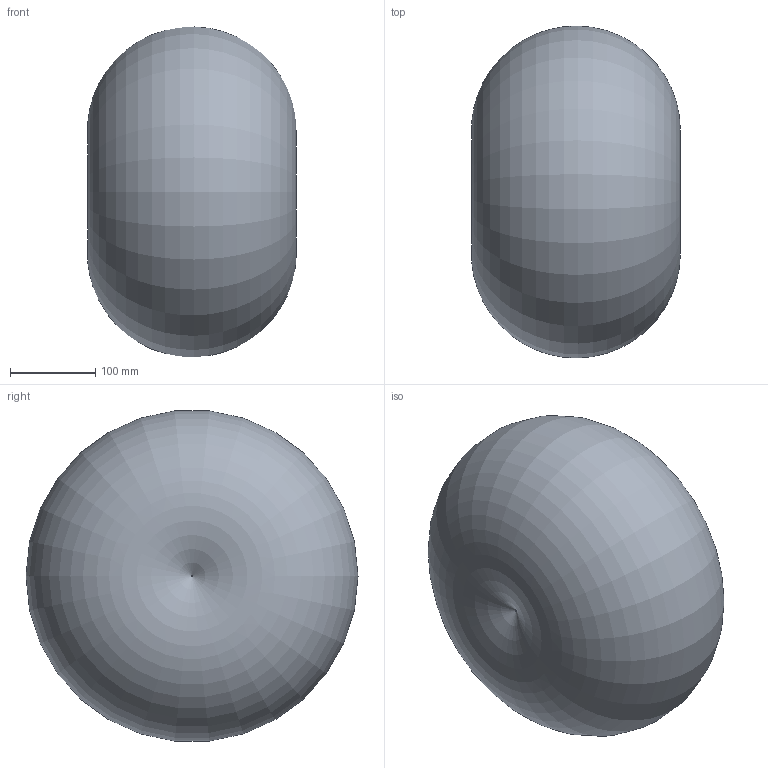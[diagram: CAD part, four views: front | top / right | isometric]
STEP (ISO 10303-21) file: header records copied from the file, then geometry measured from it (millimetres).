
FILE_DESCRIPTION(/* description */ ('Alibre Inc.'),/* implementation_level */ '2;1');
FILE_NAME(/* name */ 'export-E6DDE8EF-0803-41AF-9EBD-4B16EB00EE4F',/* time_stamp */ '2020-05-19T12:46:45-07:00',/* author */ (''),/* organization */ (''),/* preprocessor_version */ 'ST-DEVELOPER v17',/* originating_system */ 'Alibre',/* authorisation */ '');
FILE_SCHEMA (('CONFIG_CONTROL_DESIGN'));
Length unit declared in the file: inch
Bounding box: 245.07 x 389.89 x 387.76 mm (x, y, z)
Volume: 21788961.3 mm3; surface area: 533487 mm2
Topology: 16 solids, 16 shells, 254 faces, 662 edges, 420 vertices
Faces by surface type: plane 78, cylinder 77, torus 33, cone 28, bspline 22, sphere 16
Full cylindrical faces by diameter (mm): 4.134 x1, 4.137 x1, 5.8 x1, 8.5 x1, 38.1 x1, 56 x4, 57.016 x2, 68 x2, 72 x2, 86.408 x2, 88.22 x1
Entity records: 10574 total; most frequent: CARTESIAN_POINT 4483, ORIENTED_EDGE 1148, DIRECTION 948, EDGE_CURVE 574, AXIS2_PLACEMENT_3D 412, VERTEX_POINT 386, FACE_BOUND 292, EDGE_LOOP 283
